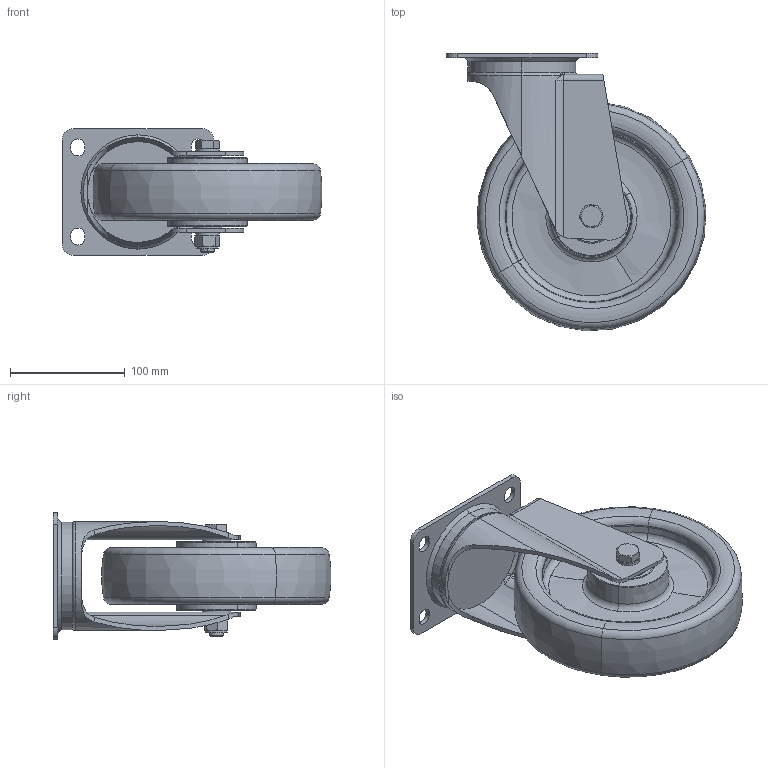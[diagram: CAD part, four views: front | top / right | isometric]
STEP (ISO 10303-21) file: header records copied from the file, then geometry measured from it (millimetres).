
FILE_DESCRIPTION (( 'STEP AP214' ), '1' );
FILE_NAME ('0029918_L-MV-PUZK-200-K-3_(A-02).step', '2019-10-11T10:53:38', ( '' ), ( '' ), 'SwSTEP 2.0', 'SolidWorks 2018', '' );
FILE_SCHEMA (( 'AUTOMOTIVE_DESIGN' ));
Length unit declared in the file: millimetre
Products named in the file (1): 0029918_L-MV-PUZK-200-K-3_(A-02)
Bounding box: 226.09 x 241.67 x 110 mm (x, y, z)
Volume: 1258315 mm3; surface area: 236997.1 mm2
Topology: 10 solids, 22 shells, 401 faces, 890 edges, 542 vertices
Faces by surface type: plane 117, cylinder 110, torus 84, cone 66, bspline 24
Entity records: 16340 total; most frequent: CARTESIAN_POINT 2842, DIRECTION 2026, ORIENTED_EDGE 1772, EDGE_CURVE 886, AXIS2_PLACEMENT_3D 866, VERTEX_POINT 542, CIRCLE 488, EDGE_LOOP 446
